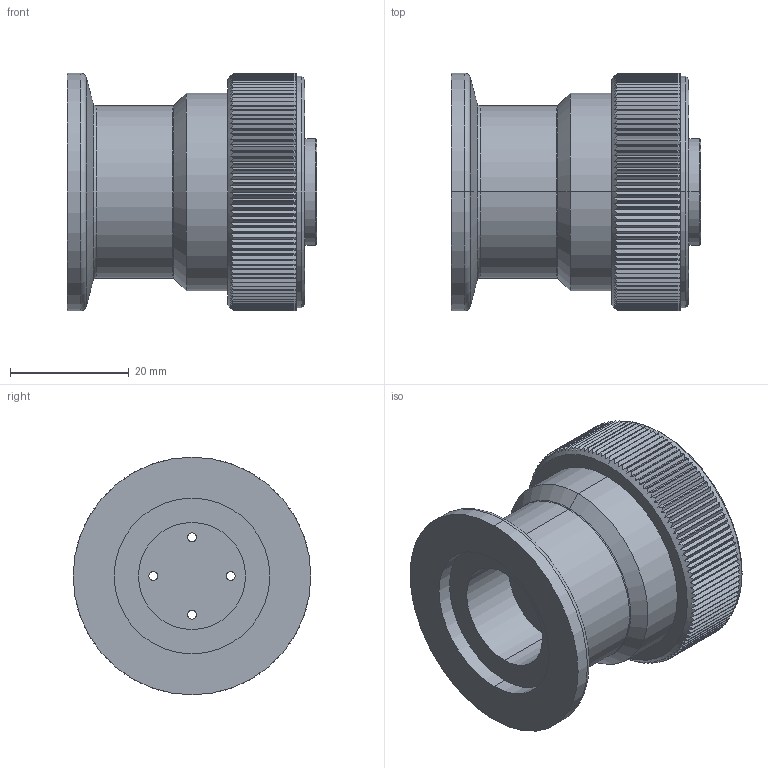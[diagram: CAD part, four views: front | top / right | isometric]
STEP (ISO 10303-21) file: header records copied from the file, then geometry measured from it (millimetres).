
FILE_DESCRIPTION (( 'STEP AP214' ), '1' );
FILE_NAME ('120XTD025-4.step', '2017-07-10T09:40:30', ( 'install' ), ( '' ), 'SwSTEP 2.0', 'SolidWorks 2015', '' );
FILE_SCHEMA (( 'AUTOMOTIVE_DESIGN' ));
Length unit declared in the file: millimetre
Products named in the file (1): 120XTD025-4
Bounding box: 42 x 40 x 40 mm (x, y, z)
Volume: 33989.9 mm3; surface area: 9494.1 mm2
Topology: 1 solids, 1 shells, 405 faces, 1174 edges, 776 vertices
Faces by surface type: plane 247, cylinder 142, cone 10, torus 6
Entity records: 13642 total; most frequent: CARTESIAN_POINT 3076, ORIENTED_EDGE 2348, DIRECTION 2048, EDGE_CURVE 1174, VERTEX_POINT 776, AXIS2_PLACEMENT_3D 708, LINE 632, VECTOR 632
